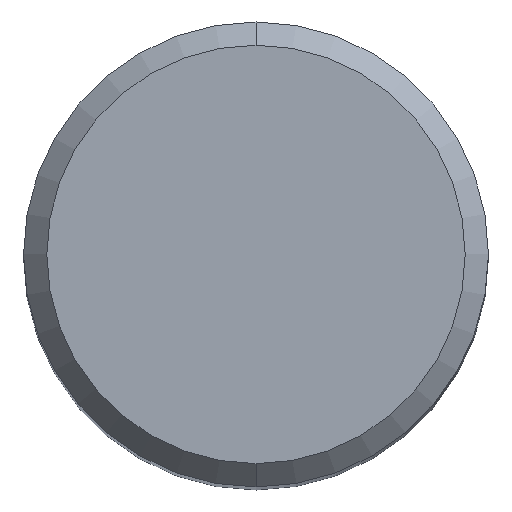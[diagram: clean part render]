
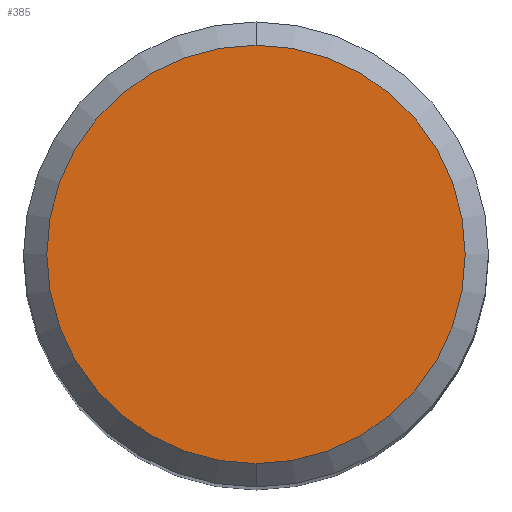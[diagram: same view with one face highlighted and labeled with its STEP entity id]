
A CAD part, top view. The second image highlights one B-rep face of the part: STEP entity #385.
In plain terms, the highlighted planar face has unit normal (0, 0, 1).
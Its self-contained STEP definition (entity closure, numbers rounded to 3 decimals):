
#171=VERTEX_POINT('',#462);
#299=EDGE_CURVE('',#171,#321,#605,.T.);
#321=VERTEX_POINT('',#631);
#329=EDGE_CURVE('',#321,#171,#639,.T.);
#385=ADVANCED_FACE('',(#698),#699,.T.);
#462=CARTESIAN_POINT('',(0.0,4.5,0.0));
#605=CIRCLE('',#1079,4.5);
#631=CARTESIAN_POINT('',(0.,-4.5,0.0));
#639=CIRCLE('',#1118,4.5);
#698=FACE_OUTER_BOUND('',#1270,.T.);
#699=PLANE('',#1271);
#1079=AXIS2_PLACEMENT_3D('',#1576,#1577,#1578);
#1118=AXIS2_PLACEMENT_3D('',#1627,#1628,#1629);
#1270=EDGE_LOOP('',(#1683,#1684));
#1271=AXIS2_PLACEMENT_3D('',#1685,#1686,#1687);
#1576=CARTESIAN_POINT('',(0.0,0.0,0.0));
#1577=DIRECTION('',(0.0,0.0,-1.0));
#1578=DIRECTION('',(0.0,1.0,0.0));
#1627=CARTESIAN_POINT('',(0.0,0.0,0.0));
#1628=DIRECTION('',(0.0,0.0,-1.0));
#1629=DIRECTION('',(0.0,1.0,0.0));
#1683=ORIENTED_EDGE('',*,*,#299,.F.);
#1684=ORIENTED_EDGE('',*,*,#329,.F.);
#1685=CARTESIAN_POINT('',(0.0,2.25,0.0));
#1686=DIRECTION('',(-0.0,0.0,1.0));
#1687=DIRECTION('',(0.0,-1.0,0.0));
